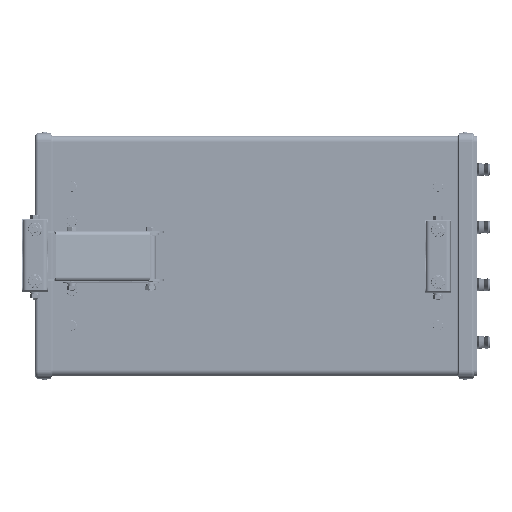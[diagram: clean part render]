
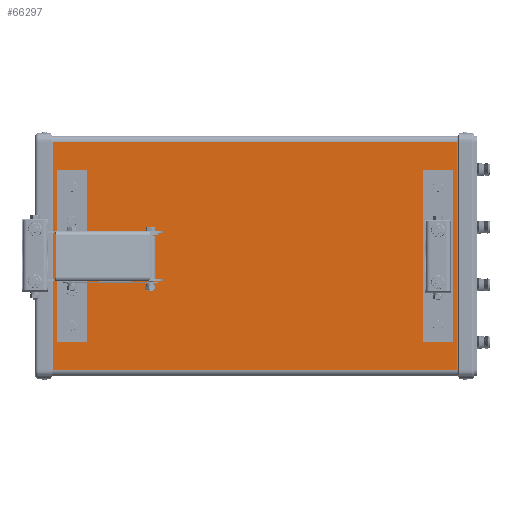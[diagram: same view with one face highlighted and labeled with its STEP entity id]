
A CAD part, front view. The second image highlights one B-rep face of the part: STEP entity #66297.
In plain terms, the highlighted planar face has unit normal (0, -1, 0).
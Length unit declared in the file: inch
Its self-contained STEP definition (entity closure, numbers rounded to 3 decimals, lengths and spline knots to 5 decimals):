
#4478 = AXIS2_PLACEMENT_3D ( 'NONE', #9393, #9395, #9397 ) ;
#9373 = PLANE ( 'NONE',  #4478 ) ;
#9393 = CARTESIAN_POINT ( 'NONE',  ( -19.287, 0.117, -5.19875 ) ) ;
#9395 = DIRECTION ( 'NONE',  ( 0., 1., 0. ) ) ;
#9397 = DIRECTION ( 'NONE',  ( 0., 0., 1. ) ) ;
#11373 = FACE_BOUND ( 'NONE', #83824, .T. ) ;
#11374 = FACE_BOUND ( 'NONE', #83821, .T. ) ;
#11377 = FACE_OUTER_BOUND ( 'NONE', #83823, .T. ) ;
#40481 = ORIENTED_EDGE ( 'NONE', *, *, #71950, .F. ) ;
#40515 = ORIENTED_EDGE ( 'NONE', *, *, #71952, .T. ) ;
#40558 = ORIENTED_EDGE ( 'NONE', *, *, #71964, .F. ) ;
#40623 = ORIENTED_EDGE ( 'NONE', *, *, #71966, .F. ) ;
#40741 = ORIENTED_EDGE ( 'NONE', *, *, #71962, .F. ) ;
#40858 = ORIENTED_EDGE ( 'NONE', *, *, #71956, .F. ) ;
#40861 = ORIENTED_EDGE ( 'NONE', *, *, #71945, .F. ) ;
#40903 = ORIENTED_EDGE ( 'NONE', *, *, #71947, .F. ) ;
#40923 = ORIENTED_EDGE ( 'NONE', *, *, #71954, .T. ) ;
#41077 = ORIENTED_EDGE ( 'NONE', *, *, #71959, .F. ) ;
#41124 = ORIENTED_EDGE ( 'NONE', *, *, #71946, .F. ) ;
#41645 = ORIENTED_EDGE ( 'NONE', *, *, #71957, .T. ) ;
#66297 = ADVANCED_FACE ( 'NONE', ( #11373, #11377, #11374 ), #9373, .F. ) ;
#69377 = CARTESIAN_POINT ( 'NONE',  ( -0.96625, 0.117, 3.9375 ) ) ;
#69379 = DIRECTION ( 'NONE',  ( -1., 0., 0. ) ) ;
#69387 = CARTESIAN_POINT ( 'NONE',  ( -0.96625, 0.117, -3.9375 ) ) ;
#69389 = CARTESIAN_POINT ( 'NONE',  ( -0.96625, 0.117, -3.9375 ) ) ;
#69396 = CARTESIAN_POINT ( 'NONE',  ( -2.34625, 0.117, -3.9375 ) ) ;
#69398 = DIRECTION ( 'NONE',  ( 0., 0., 1. ) ) ;
#69401 = CARTESIAN_POINT ( 'NONE',  ( -19.287, 0.117, -5.19875 ) ) ;
#69402 = DIRECTION ( 'NONE',  ( 1., 0., 0. ) ) ;
#69405 = CARTESIAN_POINT ( 'NONE',  ( -0.792, 0.117, 5.19875 ) ) ;
#69407 = DIRECTION ( 'NONE',  ( 0., 0., -1. ) ) ;
#69410 = CARTESIAN_POINT ( 'NONE',  ( -19.207, 0.117, -5.19875 ) ) ;
#69412 = DIRECTION ( 'NONE',  ( 1., 0., 0. ) ) ;
#69414 = CARTESIAN_POINT ( 'NONE',  ( -19.03275, 0.117, 3.9375 ) ) ;
#69416 = DIRECTION ( 'NONE',  ( 0., 0., 1. ) ) ;
#69420 = CARTESIAN_POINT ( 'NONE',  ( -19.287, 0.117, 5.19875 ) ) ;
#69422 = CARTESIAN_POINT ( 'NONE',  ( -17.65275, 0.117, -3.9375 ) ) ;
#69423 = DIRECTION ( 'NONE',  ( 1., 0., 0. ) ) ;
#69425 = DIRECTION ( 'NONE',  ( 0., 0., -1. ) ) ;
#69429 = CARTESIAN_POINT ( 'NONE',  ( -19.03275, 0.117, -3.9375 ) ) ;
#69431 = CARTESIAN_POINT ( 'NONE',  ( -19.03275, 0.117, -3.9375 ) ) ;
#69433 = DIRECTION ( 'NONE',  ( 0., 0., -1. ) ) ;
#69434 = DIRECTION ( 'NONE',  ( -1., 0., 0. ) ) ;
#69439 = DIRECTION ( 'NONE',  ( 0., 0., 1. ) ) ;
#69444 = DIRECTION ( 'NONE',  ( 1., 0., 0. ) ) ;
#71945 = EDGE_CURVE ( 'NONE', #82417, #82406, #76204, .T. ) ;
#71946 = EDGE_CURVE ( 'NONE', #82409, #82417, #76177, .T. ) ;
#71947 = EDGE_CURVE ( 'NONE', #82421, #82409, #76205, .T. ) ;
#71950 = EDGE_CURVE ( 'NONE', #82406, #82421, #76207, .T. ) ;
#71952 = EDGE_CURVE ( 'NONE', #82420, #82424, #76209, .T. ) ;
#71954 = EDGE_CURVE ( 'NONE', #82424, #82426, #76211, .T. ) ;
#71956 = EDGE_CURVE ( 'NONE', #82425, #82426, #76215, .T. ) ;
#71957 = EDGE_CURVE ( 'NONE', #82425, #82420, #76213, .T. ) ;
#71959 = EDGE_CURVE ( 'NONE', #82422, #82428, #76219, .T. ) ;
#71962 = EDGE_CURVE ( 'NONE', #82423, #82422, #76217, .T. ) ;
#71964 = EDGE_CURVE ( 'NONE', #82429, #82423, #76221, .T. ) ;
#71966 = EDGE_CURVE ( 'NONE', #82428, #82429, #76223, .T. ) ;
#76177 = LINE ( 'NONE', #69389, #76208 ) ;
#76204 = LINE ( 'NONE', #69377, #76206 ) ;
#76205 = LINE ( 'NONE', #69387, #76210 ) ;
#76206 = VECTOR ( 'NONE', #69379, 39.37008 ) ;
#76207 = LINE ( 'NONE', #69396, #76212 ) ;
#76208 = VECTOR ( 'NONE', #69398, 39.37008 ) ;
#76209 = LINE ( 'NONE', #69401, #76214 ) ;
#76210 = VECTOR ( 'NONE', #69402, 39.37008 ) ;
#76211 = LINE ( 'NONE', #69405, #76216 ) ;
#76212 = VECTOR ( 'NONE', #69407, 39.37008 ) ;
#76213 = LINE ( 'NONE', #69410, #76220 ) ;
#76214 = VECTOR ( 'NONE', #69412, 39.37008 ) ;
#76215 = LINE ( 'NONE', #69420, #76218 ) ;
#76216 = VECTOR ( 'NONE', #69416, 39.37008 ) ;
#76217 = LINE ( 'NONE', #69414, #76224 ) ;
#76218 = VECTOR ( 'NONE', #69423, 39.37008 ) ;
#76219 = LINE ( 'NONE', #69429, #76222 ) ;
#76220 = VECTOR ( 'NONE', #69425, 39.37008 ) ;
#76221 = LINE ( 'NONE', #69422, #76226 ) ;
#76222 = VECTOR ( 'NONE', #69433, 39.37008 ) ;
#76223 = LINE ( 'NONE', #69431, #76228 ) ;
#76224 = VECTOR ( 'NONE', #69434, 39.37008 ) ;
#76226 = VECTOR ( 'NONE', #69439, 39.37008 ) ;
#76228 = VECTOR ( 'NONE', #69444, 39.37008 ) ;
#82406 = VERTEX_POINT ( 'NONE', #134637 ) ;
#82409 = VERTEX_POINT ( 'NONE', #134644 ) ;
#82417 = VERTEX_POINT ( 'NONE', #134660 ) ;
#82420 = VERTEX_POINT ( 'NONE', #134665 ) ;
#82421 = VERTEX_POINT ( 'NONE', #134667 ) ;
#82422 = VERTEX_POINT ( 'NONE', #134669 ) ;
#82423 = VERTEX_POINT ( 'NONE', #134671 ) ;
#82424 = VERTEX_POINT ( 'NONE', #134673 ) ;
#82425 = VERTEX_POINT ( 'NONE', #134675 ) ;
#82426 = VERTEX_POINT ( 'NONE', #134678 ) ;
#82428 = VERTEX_POINT ( 'NONE', #134684 ) ;
#82429 = VERTEX_POINT ( 'NONE', #134686 ) ;
#83821 = EDGE_LOOP ( 'NONE', ( #41077, #40741, #40558, #40623 ) ) ;
#83823 = EDGE_LOOP ( 'NONE', ( #40515, #40923, #40858, #41645 ) ) ;
#83824 = EDGE_LOOP ( 'NONE', ( #40861, #41124, #40903, #40481 ) ) ;
#134637 = CARTESIAN_POINT ( 'NONE',  ( -2.34625, 0.117, 3.9375 ) ) ;
#134644 = CARTESIAN_POINT ( 'NONE',  ( -0.96625, 0.117, -3.9375 ) ) ;
#134660 = CARTESIAN_POINT ( 'NONE',  ( -0.96625, 0.117, 3.9375 ) ) ;
#134665 = CARTESIAN_POINT ( 'NONE',  ( -19.207, 0.117, -5.19875 ) ) ;
#134667 = CARTESIAN_POINT ( 'NONE',  ( -2.34625, 0.117, -3.9375 ) ) ;
#134669 = CARTESIAN_POINT ( 'NONE',  ( -19.03275, 0.117, 3.9375 ) ) ;
#134671 = CARTESIAN_POINT ( 'NONE',  ( -17.65275, 0.117, 3.9375 ) ) ;
#134673 = CARTESIAN_POINT ( 'NONE',  ( -0.792, 0.117, -5.19875 ) ) ;
#134675 = CARTESIAN_POINT ( 'NONE',  ( -19.207, 0.117, 5.19875 ) ) ;
#134678 = CARTESIAN_POINT ( 'NONE',  ( -0.792, 0.117, 5.19875 ) ) ;
#134684 = CARTESIAN_POINT ( 'NONE',  ( -19.03275, 0.117, -3.9375 ) ) ;
#134686 = CARTESIAN_POINT ( 'NONE',  ( -17.65275, 0.117, -3.9375 ) ) ;
